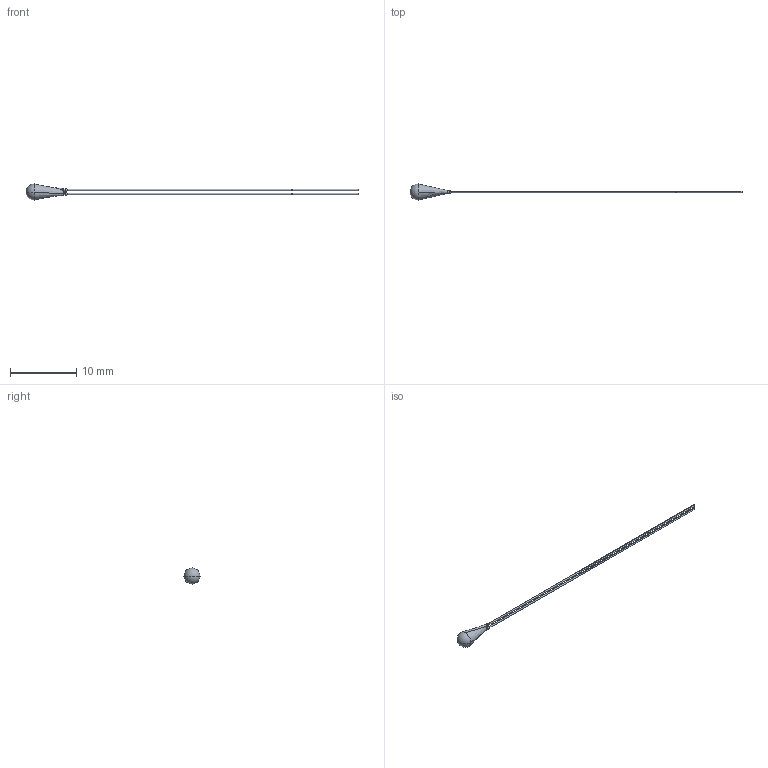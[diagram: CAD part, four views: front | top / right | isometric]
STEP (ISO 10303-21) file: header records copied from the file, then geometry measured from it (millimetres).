
FILE_DESCRIPTION((''),'2;1');
FILE_NAME('S867','2021-06-11T10:28:41',('ED9772'),(''),'CREO PARAMETRIC BY PTC INC, 2017380','CREO PARAMETRIC BY PTC INC, 2017380','');
FILE_SCHEMA(('CONFIG_CONTROL_DESIGN','SHAPE_APPEARANCE_LAYERS_GROUPS'));
Length unit declared in the file: millimetre
Products named in the file (1): S867
Bounding box: 50.01 x 2.41 x 2.41 mm (x, y, z)
Volume: 16.9 mm3; surface area: 101.1 mm2
Topology: 1 solids, 1 shells, 40 faces, 97 edges, 61 vertices
Faces by surface type: cylinder 16, bspline 14, plane 6, torus 2, sphere 2
Entity records: 2385 total; most frequent: CARTESIAN_POINT 1079, COLOUR_RGB 232, ORIENTED_EDGE 190, DIRECTION 172, EDGE_CURVE 95, AXIS2_PLACEMENT_3D 76, VERTEX_POINT 61, CIRCLE 50
